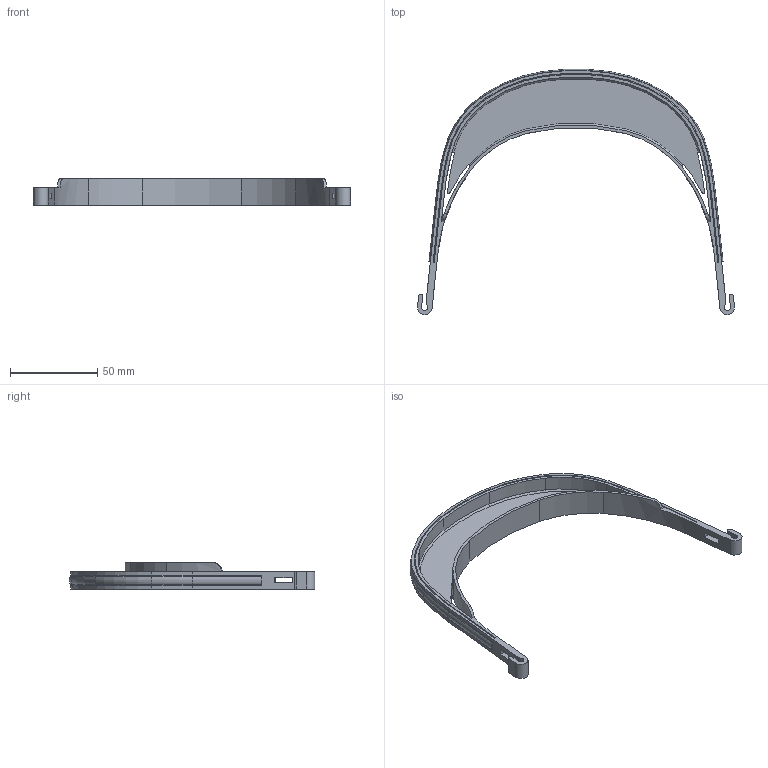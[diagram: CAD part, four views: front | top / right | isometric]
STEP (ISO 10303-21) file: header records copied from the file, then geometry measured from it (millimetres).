
FILE_DESCRIPTION(('FreeCAD Model'),'2;1');
FILE_NAME( 'visera-aindustriosa-v6.step', '2020-03-28T12:42:10',('Author'),(''), 'Open CASCADE STEP processor 7.4','FreeCAD','Unknown');
FILE_SCHEMA(('AUTOMOTIVE_DESIGN { 1 0 10303 214 1 1 1 1 }'));
Length unit declared in the file: millimetre
Products named in the file (1): agujero-patilla-i
Bounding box: 181.8 x 140.63 x 15 mm (x, y, z)
Volume: 21794.9 mm3; surface area: 31429 mm2
Topology: 1 solids, 1 shells, 204 faces, 505 edges, 301 vertices
Faces by surface type: cylinder 95, torus 63, plane 38, cone 8
Entity records: 13311 total; most frequent: CARTESIAN_POINT 3472, DIRECTION 1845, ORIENTED_EDGE 1010, PCURVE 1010, DEFINITIONAL_REPRESENTATION 1010, LINE 791, VECTOR 791, EDGE_CURVE 505
